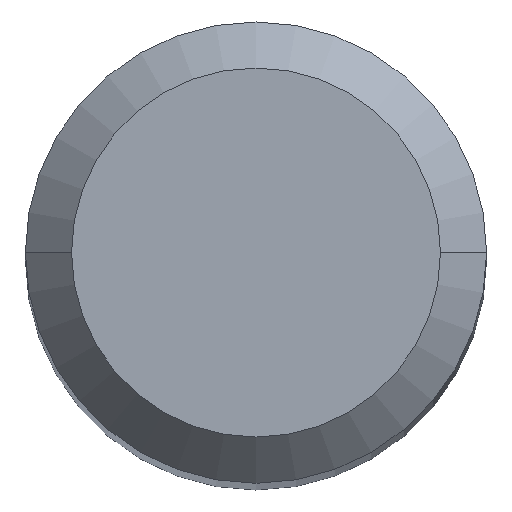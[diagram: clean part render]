
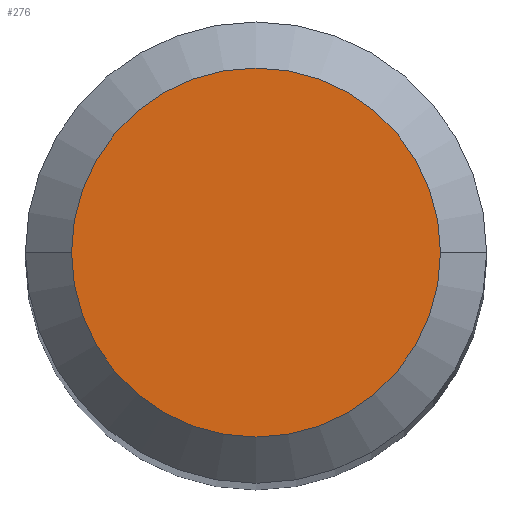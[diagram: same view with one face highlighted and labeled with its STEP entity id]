
A CAD part, top view. The second image highlights one B-rep face of the part: STEP entity #276.
In plain terms, the highlighted planar face has unit normal (0, 0, 1).
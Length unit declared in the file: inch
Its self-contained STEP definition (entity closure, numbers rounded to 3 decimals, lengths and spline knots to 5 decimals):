
#17 = VERTEX_POINT ( 'NONE', #44 ) ;
#27 = CARTESIAN_POINT ( 'NONE',  ( 0.05, 0., 0. ) ) ;
#32 = EDGE_CURVE ( 'NONE', #17, #143, #374, .T. ) ;
#44 = CARTESIAN_POINT ( 'NONE',  ( -0.05, 0., 0. ) ) ;
#48 = DIRECTION ( 'NONE',  ( 1., 0., 0. ) ) ;
#61 = CARTESIAN_POINT ( 'NONE',  ( 0., 0., 0. ) ) ;
#62 = PLANE ( 'NONE',  #487 ) ;
#107 = CARTESIAN_POINT ( 'NONE',  ( 0., 0., 0. ) ) ;
#143 = VERTEX_POINT ( 'NONE', #27 ) ;
#184 = ORIENTED_EDGE ( 'NONE', *, *, #252, .T. ) ;
#198 = DIRECTION ( 'NONE',  ( 0., 0., 1. ) ) ;
#217 = DIRECTION ( 'NONE',  ( 0., 0., 1. ) ) ;
#234 = EDGE_LOOP ( 'NONE', ( #334, #184 ) ) ;
#252 = EDGE_CURVE ( 'NONE', #143, #17, #479, .T. ) ;
#259 = DIRECTION ( 'NONE',  ( 0., 0., -1. ) ) ;
#269 = CARTESIAN_POINT ( 'NONE',  ( 0., 0., 0. ) ) ;
#276 = ADVANCED_FACE ( 'NONE', ( #444 ), #62, .F. ) ;
#334 = ORIENTED_EDGE ( 'NONE', *, *, #32, .T. ) ;
#364 = DIRECTION ( 'NONE',  ( 1., 0., 0. ) ) ;
#365 = AXIS2_PLACEMENT_3D ( 'NONE', #269, #198, #48 ) ;
#374 = CIRCLE ( 'NONE', #365, 0.05 ) ;
#399 = AXIS2_PLACEMENT_3D ( 'NONE', #61, #217, #364 ) ;
#408 = DIRECTION ( 'NONE',  ( -1., 0., 0. ) ) ;
#444 = FACE_OUTER_BOUND ( 'NONE', #234, .T. ) ;
#479 = CIRCLE ( 'NONE', #399, 0.05 ) ;
#487 = AXIS2_PLACEMENT_3D ( 'NONE', #107, #259, #408 ) ;
